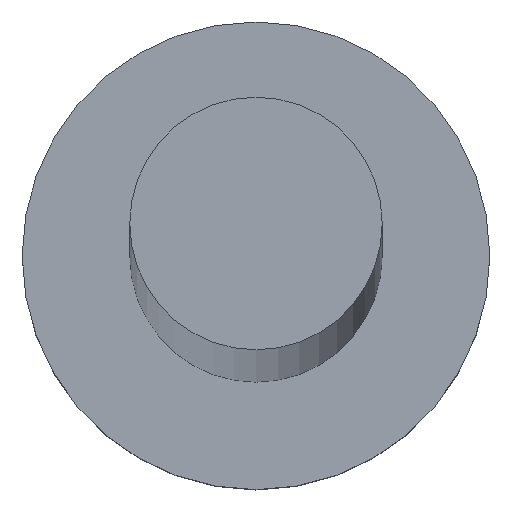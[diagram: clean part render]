
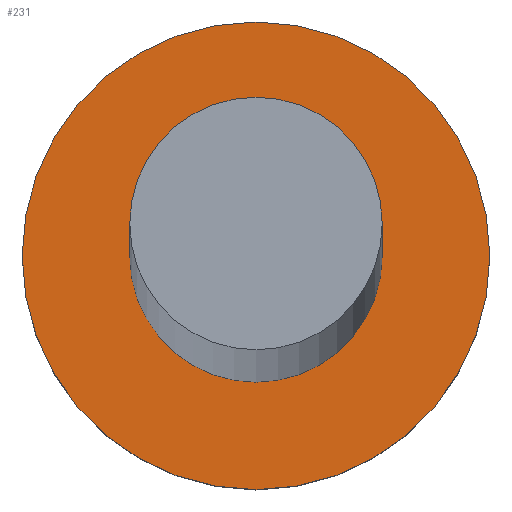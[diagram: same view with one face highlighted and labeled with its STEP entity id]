
A CAD part, top view. The second image highlights one B-rep face of the part: STEP entity #231.
In plain terms, the highlighted planar face has unit normal (0, 0, 1).
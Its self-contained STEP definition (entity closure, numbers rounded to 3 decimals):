
#6 = CARTESIAN_POINT ( 'NONE',  ( -1.35, 0., 2. ) ) ;
#10 = DIRECTION ( 'NONE',  ( 1., 0., 0. ) ) ;
#16 = DIRECTION ( 'NONE',  ( 0., 0., 1. ) ) ;
#18 = EDGE_CURVE ( 'NONE', #52, #28, #184, .T. ) ;
#20 = CIRCLE ( 'NONE', #166, 1.35 ) ;
#27 = PLANE ( 'NONE',  #130 ) ;
#28 = VERTEX_POINT ( 'NONE', #207 ) ;
#33 = CARTESIAN_POINT ( 'NONE',  ( -2.5, 0., 2. ) ) ;
#49 = ORIENTED_EDGE ( 'NONE', *, *, #119, .T. ) ;
#51 = FACE_BOUND ( 'NONE', #143, .T. ) ;
#52 = VERTEX_POINT ( 'NONE', #33 ) ;
#55 = CARTESIAN_POINT ( 'NONE',  ( 0., 0., 2. ) ) ;
#57 = FACE_OUTER_BOUND ( 'NONE', #70, .T. ) ;
#70 = EDGE_LOOP ( 'NONE', ( #149, #49 ) ) ;
#72 = ORIENTED_EDGE ( 'NONE', *, *, #237, .F. ) ;
#78 = CARTESIAN_POINT ( 'NONE',  ( 0., 0., 2. ) ) ;
#80 = AXIS2_PLACEMENT_3D ( 'NONE', #78, #16, #254 ) ;
#94 = CARTESIAN_POINT ( 'NONE',  ( 1.35, 0., 2. ) ) ;
#109 = VERTEX_POINT ( 'NONE', #94 ) ;
#119 = EDGE_CURVE ( 'NONE', #28, #52, #196, .T. ) ;
#125 = DIRECTION ( 'NONE',  ( 1., 0., 0. ) ) ;
#126 = CARTESIAN_POINT ( 'NONE',  ( 0., 0., 2. ) ) ;
#128 = DIRECTION ( 'NONE',  ( 0., 0., 1. ) ) ;
#130 = AXIS2_PLACEMENT_3D ( 'NONE', #252, #191, #172 ) ;
#132 = DIRECTION ( 'NONE',  ( 1., 0., 0. ) ) ;
#143 = EDGE_LOOP ( 'NONE', ( #211, #72 ) ) ;
#149 = ORIENTED_EDGE ( 'NONE', *, *, #18, .T. ) ;
#150 = CARTESIAN_POINT ( 'NONE',  ( 0., 0., 2. ) ) ;
#160 = AXIS2_PLACEMENT_3D ( 'NONE', #126, #212, #125 ) ;
#166 = AXIS2_PLACEMENT_3D ( 'NONE', #55, #249, #132 ) ;
#172 = DIRECTION ( 'NONE',  ( 1., 0., 0. ) ) ;
#184 = CIRCLE ( 'NONE', #160, 2.5 ) ;
#191 = DIRECTION ( 'NONE',  ( 0., 0., 1. ) ) ;
#196 = CIRCLE ( 'NONE', #80, 2.5 ) ;
#207 = CARTESIAN_POINT ( 'NONE',  ( 2.5, 0., 2. ) ) ;
#211 = ORIENTED_EDGE ( 'NONE', *, *, #241, .F. ) ;
#212 = DIRECTION ( 'NONE',  ( 0., 0., 1. ) ) ;
#213 = CIRCLE ( 'NONE', #244, 1.35 ) ;
#229 = VERTEX_POINT ( 'NONE', #6 ) ;
#231 = ADVANCED_FACE ( 'NONE', ( #51, #57 ), #27, .T. ) ;
#237 = EDGE_CURVE ( 'NONE', #109, #229, #213, .T. ) ;
#241 = EDGE_CURVE ( 'NONE', #229, #109, #20, .T. ) ;
#244 = AXIS2_PLACEMENT_3D ( 'NONE', #150, #128, #10 ) ;
#249 = DIRECTION ( 'NONE',  ( 0., 0., 1. ) ) ;
#252 = CARTESIAN_POINT ( 'NONE',  ( 0., 0., 2. ) ) ;
#254 = DIRECTION ( 'NONE',  ( 1., 0., 0. ) ) ;
